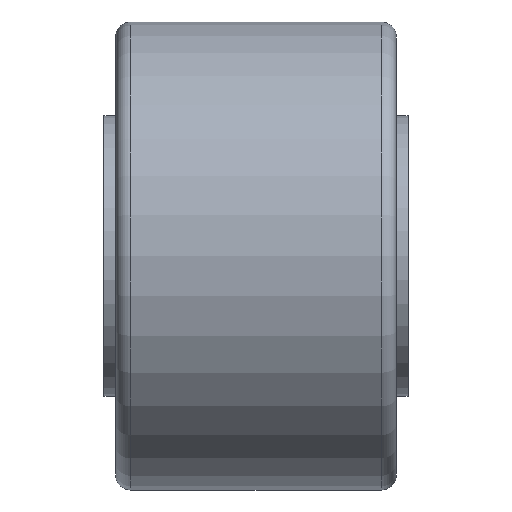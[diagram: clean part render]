
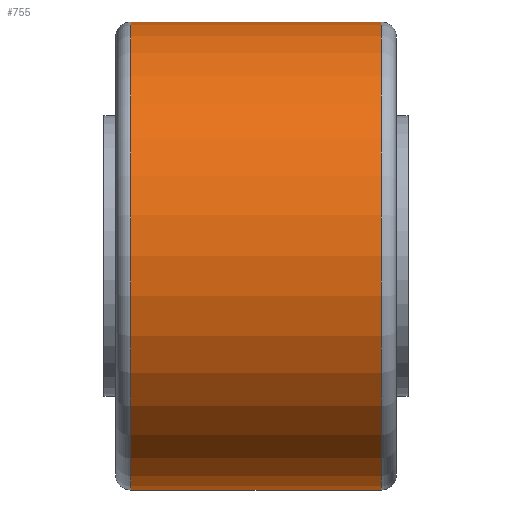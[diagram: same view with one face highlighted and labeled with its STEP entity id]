
A CAD part, top view. The second image highlights one B-rep face of the part: STEP entity #755.
In plain terms, the highlighted cylindrical face has radius 15.875 mm (diameter 31.75 mm), a partial arc.
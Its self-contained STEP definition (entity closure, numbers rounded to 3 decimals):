
#624=CARTESIAN_POINT('POINT37',(1.81,15.875,
   0.));
#625=VERTEX_POINT('VERTEX37',#624);
#633=CARTESIAN_POINT('POINT38',(1.81,
   -15.875,0.));
#634=VERTEX_POINT('VERTEX38',#633);
#661=CARTESIAN_POINT('POS54',(1.81,
   0.,0.));
#662=DIRECTION('DIR89',(1.,0.,
   0.));
#663=DIRECTION('DIR90',(0.,1.,
   0.));
#664=AXIS2_PLACEMENT_3D('AXIS36',#661,#662,#663);
#665=CIRCLE('ELLIPSE19',#664,15.875);
#666=EDGE_CURVE('EDGE58',#625,#634,#665,.T.);
#711=CARTESIAN_POINT('POINT41',(18.828,15.875,
   0.));
#712=VERTEX_POINT('VERTEX41',#711);
#713=CARTESIAN_POINT('POS59',(14.573,15.875,
   0.));
#714=DIRECTION('DIR97',(1.,0.,
   0.));
#715=VECTOR('VEC21',#714,1.);
#716=LINE('STRAIGHT21',#713,#715);
#717=EDGE_CURVE('EDGE63',#625,#712,#716,.T.);
#719=CARTESIAN_POINT('POINT42',(18.828,-15.875,
   0.));
#720=VERTEX_POINT('VERTEX42',#719);
#728=CARTESIAN_POINT('POS61',(14.573,-15.875,
   0.));
#729=DIRECTION('DIR100',(-1.,0.,
   0.));
#730=VECTOR('VEC22',#729,1.);
#731=LINE('STRAIGHT22',#728,#730);
#732=EDGE_CURVE('EDGE65',#720,#634,#731,.T.);
#737=CARTESIAN_POINT('POS62',(14.573,0.,
   0.));
#738=DIRECTION('DIR101',(1.,0.,
   0.));
#739=DIRECTION('DIR102',(0.,1.,
   0.));
#740=AXIS2_PLACEMENT_3D('AXIS40',#737,#738,#739);
#741=CYLINDRICAL_SURFACE('CONE_SURF10',#740,15.875);
#743=ORIENTED_EDGE('COEDGE125',*,*,#717,.F.);
#744=ORIENTED_EDGE('COEDGE126',*,*,#666,.T.);
#745=ORIENTED_EDGE('COEDGE127',*,*,#732,.F.);
#746=CARTESIAN_POINT('POS63',(18.828,0.,
   0.));
#747=DIRECTION('DIR103',(1.,0.,
   0.));
#748=DIRECTION('DIR104',(0.,1.,
   0.));
#749=AXIS2_PLACEMENT_3D('AXIS41',#746,#747,#748);
#750=CIRCLE('ELLIPSE22',#749,15.875);
#751=EDGE_CURVE('EDGE66',#712,#720,#750,.T.);
#752=ORIENTED_EDGE('COEDGE128',*,*,#751,.F.);
#753=EDGE_LOOP('NONE',(#743,#744,#745,#752));
#754=FACE_BOUND('LOOP1',#753,.T.);
#755=ADVANCED_FACE('FACE30',(#754),#741,.T.);
